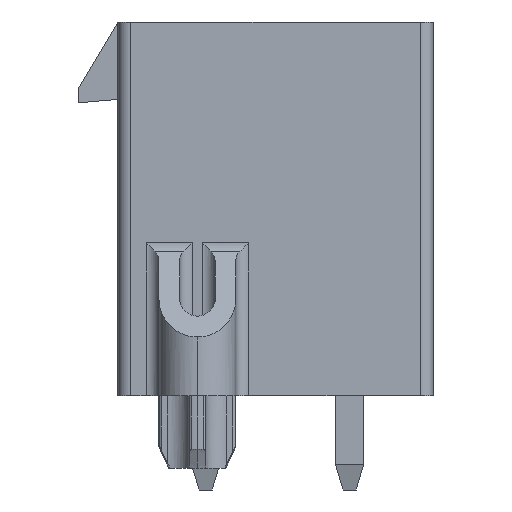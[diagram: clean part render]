
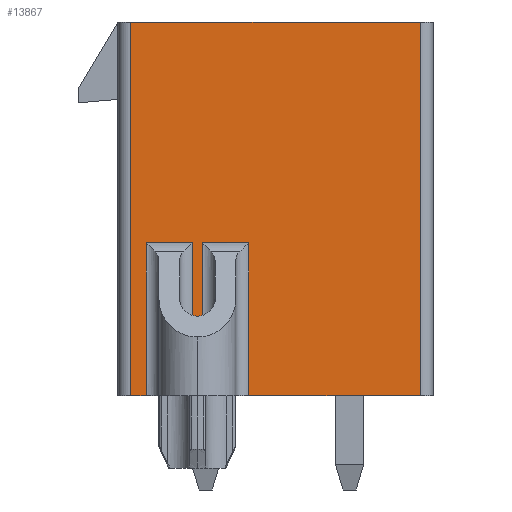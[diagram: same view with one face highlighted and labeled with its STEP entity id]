
A CAD part, left-side view. The second image highlights one B-rep face of the part: STEP entity #13867.
In plain terms, the highlighted planar face has unit normal (-1, 0, 0).
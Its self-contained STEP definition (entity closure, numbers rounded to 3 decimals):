
#3089=DIRECTION('',(0.,-1.,0.));
#3090=VECTOR('',#3089,11.48);
#3091=CARTESIAN_POINT('',(20.1,61.6,0.));
#3092=LINE('4401',#3091,#3090);
#3190=DIRECTION('',(0.,0.,-1.));
#3191=VECTOR('',#3190,14.8);
#3192=CARTESIAN_POINT('',(20.1,50.12,0.));
#3193=LINE('4402',#3192,#3191);
#3204=DIRECTION('',(0.,-1.,0.));
#3205=VECTOR('',#3204,6.81);
#3206=CARTESIAN_POINT('',(20.1,56.93,-14.8));
#3207=LINE('4391',#3206,#3205);
#3211=DIRECTION('',(0.,-1.,0.));
#3212=VECTOR('',#3211,0.62);
#3213=CARTESIAN_POINT('',(20.1,61.6,-14.8));
#3214=LINE('4372',#3213,#3212);
#5985=DIRECTION('',(0.,0.,1.));
#5986=VECTOR('',#5985,14.8);
#5987=CARTESIAN_POINT('',(20.1,61.6,-14.8));
#5988=LINE('4370',#5987,#5986);
#5999=DIRECTION('',(0.,0.,-1.));
#6000=VECTOR('',#5999,6.057);
#6001=CARTESIAN_POINT('',(20.1,60.98,-8.743));
#6002=LINE('4400',#6001,#6000);
#6031=DIRECTION('',(0.,1.,0.));
#6032=VECTOR('',#6031,1.825);
#6033=CARTESIAN_POINT('',(20.1,59.155,-8.743));
#6034=LINE('4399',#6033,#6032);
#6055=DIRECTION('',(0.,0.,1.));
#6056=VECTOR('',#6055,4.997);
#6057=CARTESIAN_POINT('',(20.1,59.155,-13.74));
#6058=LINE('4398',#6057,#6056);
#6100=DIRECTION('',(0.,1.,0.));
#6101=VECTOR('',#6100,0.4);
#6102=CARTESIAN_POINT('',(20.1,58.755,-13.74));
#6103=LINE('4397',#6102,#6101);
#6187=DIRECTION('',(0.,0.,-1.));
#6188=VECTOR('',#6187,4.997);
#6189=CARTESIAN_POINT('',(20.1,58.755,-8.743));
#6190=LINE('4396',#6189,#6188);
#6212=DIRECTION('',(0.,1.,0.));
#6213=VECTOR('',#6212,1.825);
#6214=CARTESIAN_POINT('',(20.1,56.93,-8.743));
#6215=LINE('4395',#6214,#6213);
#6251=DIRECTION('',(0.,0.,1.));
#6252=VECTOR('',#6251,6.057);
#6253=CARTESIAN_POINT('',(20.1,56.93,-14.8));
#6254=LINE('4394',#6253,#6252);
#11760=CARTESIAN_POINT('',(20.1,61.6,-14.8));
#11762=VERTEX_POINT('',#11760);
#11766=CARTESIAN_POINT('',(20.1,61.6,0.));
#11767=VERTEX_POINT('',#11766);
#11768=CARTESIAN_POINT('',(20.1,60.98,-14.8));
#11769=VERTEX_POINT('',#11768);
#11804=CARTESIAN_POINT('',(20.1,56.93,-14.8));
#11805=VERTEX_POINT('',#11804);
#11806=CARTESIAN_POINT('',(20.1,50.12,-14.8));
#11807=VERTEX_POINT('',#11806);
#11810=CARTESIAN_POINT('',(20.1,56.93,-8.743));
#11811=VERTEX_POINT('',#11810);
#11812=CARTESIAN_POINT('',(20.1,58.755,-8.743));
#11813=VERTEX_POINT('',#11812);
#11814=CARTESIAN_POINT('',(20.1,58.755,-13.74));
#11815=VERTEX_POINT('',#11814);
#11816=CARTESIAN_POINT('',(20.1,59.155,-13.74));
#11817=VERTEX_POINT('',#11816);
#11818=CARTESIAN_POINT('',(20.1,59.155,-8.743));
#11819=VERTEX_POINT('',#11818);
#11820=CARTESIAN_POINT('',(20.1,60.98,-8.743));
#11821=VERTEX_POINT('',#11820);
#11822=CARTESIAN_POINT('',(20.1,50.12,0.));
#11823=VERTEX_POINT('',#11822);
#13838=CARTESIAN_POINT('',(20.1,49.62,0.));
#13839=DIRECTION('',(1.,0.,0.));
#13840=DIRECTION('',(0.,-1.,0.));
#13841=AXIS2_PLACEMENT_3D('',#13838,#13839,#13840);
#13842=PLANE('5519',#13841);
#13843=ORIENTED_EDGE('4402',*,*,#13829,.T.);
#13845=ORIENTED_EDGE('4391',*,*,#13844,.F.);
#13847=ORIENTED_EDGE('4394',*,*,#13846,.T.);
#13849=ORIENTED_EDGE('4395',*,*,#13848,.T.);
#13851=ORIENTED_EDGE('4396',*,*,#13850,.T.);
#13853=ORIENTED_EDGE('4397',*,*,#13852,.T.);
#13855=ORIENTED_EDGE('4398',*,*,#13854,.T.);
#13857=ORIENTED_EDGE('4399',*,*,#13856,.T.);
#13859=ORIENTED_EDGE('4400',*,*,#13858,.T.);
#13861=ORIENTED_EDGE('4372',*,*,#13860,.F.);
#13863=ORIENTED_EDGE('4370',*,*,#13862,.T.);
#13864=ORIENTED_EDGE('4401',*,*,#13712,.T.);
#13865=EDGE_LOOP('5519',(#13843,#13845,#13847,#13849,#13851,#13853,#13855,
#13857,#13859,#13861,#13863,#13864));
#13866=FACE_OUTER_BOUND('5519',#13865,.F.);
#13712=EDGE_CURVE('4401',#11767,#11823,#3092,.T.);
#13829=EDGE_CURVE('4402',#11823,#11807,#3193,.T.);
#13844=EDGE_CURVE('4391',#11805,#11807,#3207,.T.);
#13846=EDGE_CURVE('4394',#11805,#11811,#6254,.T.);
#13848=EDGE_CURVE('4395',#11811,#11813,#6215,.T.);
#13850=EDGE_CURVE('4396',#11813,#11815,#6190,.T.);
#13852=EDGE_CURVE('4397',#11815,#11817,#6103,.T.);
#13854=EDGE_CURVE('4398',#11817,#11819,#6058,.T.);
#13856=EDGE_CURVE('4399',#11819,#11821,#6034,.T.);
#13858=EDGE_CURVE('4400',#11821,#11769,#6002,.T.);
#13860=EDGE_CURVE('4372',#11762,#11769,#3214,.T.);
#13862=EDGE_CURVE('4370',#11762,#11767,#5988,.T.);
#13867=ADVANCED_FACE('5519',(#13866),#13842,.F.);
